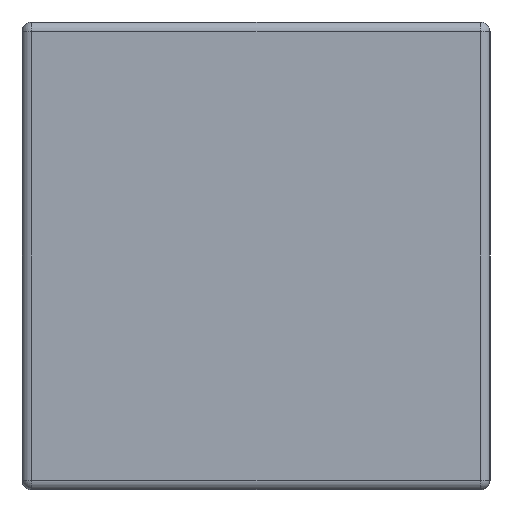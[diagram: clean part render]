
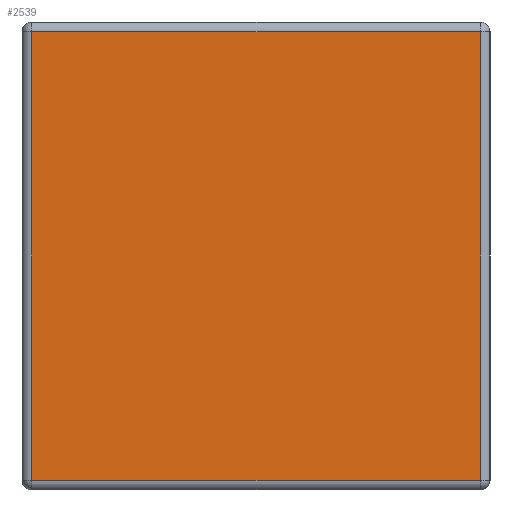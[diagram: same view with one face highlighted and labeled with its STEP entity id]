
A CAD part, left-side view. The second image highlights one B-rep face of the part: STEP entity #2539.
In plain terms, the highlighted planar face has unit normal (-1, 0, 0).
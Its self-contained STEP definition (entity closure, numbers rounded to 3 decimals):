
#62 = EDGE_CURVE ( 'NONE', #564, #3957, #3159, .T. ) ;
#109 = VECTOR ( 'NONE', #1598, 1000. ) ;
#181 = VERTEX_POINT ( 'NONE', #2234 ) ;
#195 = ORIENTED_EDGE ( 'NONE', *, *, #62, .T. ) ;
#299 = VERTEX_POINT ( 'NONE', #3411 ) ;
#564 = VERTEX_POINT ( 'NONE', #2174 ) ;
#663 = VECTOR ( 'NONE', #1975, 1000. ) ;
#679 = DIRECTION ( 'NONE',  ( 0., 0., 1. ) ) ;
#696 = AXIS2_PLACEMENT_3D ( 'NONE', #3870, #2097, #679 ) ;
#731 = VECTOR ( 'NONE', #3535, 1000. ) ;
#846 = ORIENTED_EDGE ( 'NONE', *, *, #3370, .T. ) ;
#1058 = EDGE_CURVE ( 'NONE', #181, #564, #4227, .T. ) ;
#1177 = LINE ( 'NONE', #4350, #109 ) ;
#1598 = DIRECTION ( 'NONE',  ( 0., 0., 1. ) ) ;
#1796 = CARTESIAN_POINT ( 'NONE',  ( 0., 0.037, -1.763 ) ) ;
#1799 = PLANE ( 'NONE',  #696 ) ;
#1941 = FACE_OUTER_BOUND ( 'NONE', #2550, .T. ) ;
#1975 = DIRECTION ( 'NONE',  ( 0., 1., 0. ) ) ;
#2097 = DIRECTION ( 'NONE',  ( -1., 0., 0. ) ) ;
#2174 = CARTESIAN_POINT ( 'NONE',  ( 0., 1.763, -1.763 ) ) ;
#2178 = DIRECTION ( 'NONE',  ( 0., -1., 0. ) ) ;
#2234 = CARTESIAN_POINT ( 'NONE',  ( 0., 1.763, -0.037 ) ) ;
#2499 = ORIENTED_EDGE ( 'NONE', *, *, #3063, .T. ) ;
#2539 = ADVANCED_FACE ( 'NONE', ( #1941 ), #1799, .T. ) ;
#2545 = LINE ( 'NONE', #4104, #663 ) ;
#2550 = EDGE_LOOP ( 'NONE', ( #195, #2499, #846, #2777 ) ) ;
#2777 = ORIENTED_EDGE ( 'NONE', *, *, #1058, .T. ) ;
#3063 = EDGE_CURVE ( 'NONE', #3957, #299, #1177, .T. ) ;
#3159 = LINE ( 'NONE', #3925, #3553 ) ;
#3163 = CARTESIAN_POINT ( 'NONE',  ( 0., 1.763, -1.8 ) ) ;
#3370 = EDGE_CURVE ( 'NONE', #299, #181, #2545, .T. ) ;
#3411 = CARTESIAN_POINT ( 'NONE',  ( 0., 0.037, -0.037 ) ) ;
#3535 = DIRECTION ( 'NONE',  ( 0., 0., -1. ) ) ;
#3553 = VECTOR ( 'NONE', #2178, 1000. ) ;
#3870 = CARTESIAN_POINT ( 'NONE',  ( 0., 0., 0. ) ) ;
#3925 = CARTESIAN_POINT ( 'NONE',  ( 0., 0., -1.763 ) ) ;
#3957 = VERTEX_POINT ( 'NONE', #1796 ) ;
#4104 = CARTESIAN_POINT ( 'NONE',  ( 0., 1.8, -0.037 ) ) ;
#4227 = LINE ( 'NONE', #3163, #731 ) ;
#4350 = CARTESIAN_POINT ( 'NONE',  ( 0., 0.037, 0. ) ) ;
